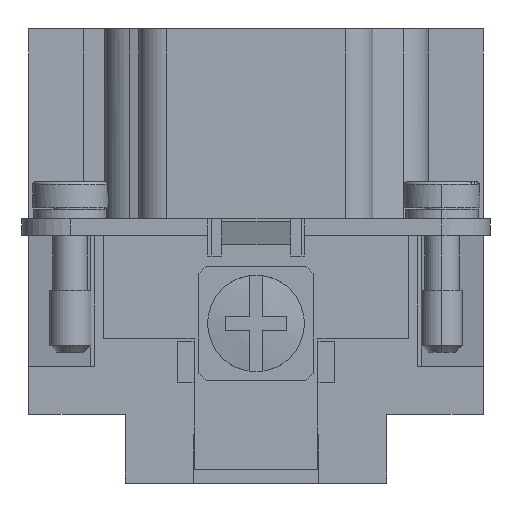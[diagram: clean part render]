
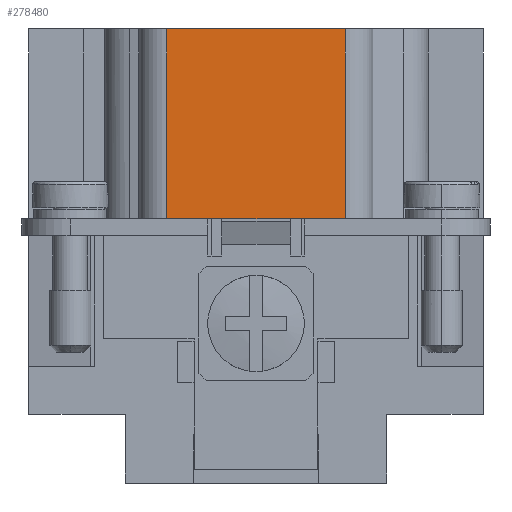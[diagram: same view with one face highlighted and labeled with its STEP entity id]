
A CAD part, left-side view. The second image highlights one B-rep face of the part: STEP entity #278480.
In plain terms, the highlighted planar face has unit normal (-1, 0, 0).
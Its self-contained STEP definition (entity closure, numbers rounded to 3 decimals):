
#253970=CARTESIAN_POINT('',(-31.5,-6.5,33.));
#253980=VERTEX_POINT('',#253970);
#254010=CARTESIAN_POINT('',(-31.5,-6.5,33.));
#254020=DIRECTION('',(0.,1.,0.));
#254030=VECTOR('',#254020,13.);
#254040=LINE('',#254010,#254030);
#254050=CARTESIAN_POINT('',(-31.5,6.5,33.));
#254060=VERTEX_POINT('',#254050);
#254070=EDGE_CURVE('',#253980,#254060,#254040,.T.);
#268880=CARTESIAN_POINT('',(-31.5,-3.5,19.2));
#268890=VERTEX_POINT('',#268880);
#269040=CARTESIAN_POINT('',(-31.5,3.5,19.2));
#269050=VERTEX_POINT('',#269040);
#269080=CARTESIAN_POINT('',(-31.5,3.5,19.2));
#269090=DIRECTION('',(0.,-1.,0.));
#269100=VECTOR('',#269090,7.);
#269110=LINE('',#269080,#269100);
#269120=EDGE_CURVE('',#269050,#268890,#269110,.T.);
#278040=CARTESIAN_POINT('',(-31.5,-6.5,19.2));
#278050=VERTEX_POINT('',#278040);
#278080=CARTESIAN_POINT('',(-31.5,-6.5,19.2));
#278090=DIRECTION('',(0.,0.,1.));
#278100=VECTOR('',#278090,13.8);
#278110=LINE('',#278080,#278100);
#278120=EDGE_CURVE('',#278050,#253980,#278110,.T.);
#278180=CARTESIAN_POINT('',(-31.5,-6.5,19.2));
#278190=DIRECTION('',(-1.,0.,0.));
#278200=DIRECTION('',(0.,0.,1.));
#278210=AXIS2_PLACEMENT_3D('',#278180,#278190,#278200);
#278220=PLANE('',#278210);
#278230=ORIENTED_EDGE('',*,*,#278120,.T.);
#278240=CARTESIAN_POINT('',(-31.5,-6.5,19.2));
#278250=DIRECTION('',(0.,1.,0.));
#278260=VECTOR('',#278250,3.);
#278270=LINE('',#278240,#278260);
#278280=EDGE_CURVE('',#278050,#268890,#278270,.T.);
#278290=ORIENTED_EDGE('',*,*,#278280,.F.);
#278300=ORIENTED_EDGE('',*,*,#269120,.T.);
#278310=CARTESIAN_POINT('',(-31.5,3.5,19.2));
#278320=DIRECTION('',(0.,1.,0.));
#278330=VECTOR('',#278320,3.);
#278340=LINE('',#278310,#278330);
#278350=CARTESIAN_POINT('',(-31.5,6.5,19.2));
#278360=VERTEX_POINT('',#278350);
#278370=EDGE_CURVE('',#269050,#278360,#278340,.T.);
#278380=ORIENTED_EDGE('',*,*,#278370,.F.);
#278390=CARTESIAN_POINT('',(-31.5,6.5,19.2));
#278400=DIRECTION('',(0.,0.,1.));
#278410=VECTOR('',#278400,13.8);
#278420=LINE('',#278390,#278410);
#278430=EDGE_CURVE('',#278360,#254060,#278420,.T.);
#278440=ORIENTED_EDGE('',*,*,#278430,.F.);
#278450=ORIENTED_EDGE('',*,*,#254070,.T.);
#278460=EDGE_LOOP('',(#278450,#278440,#278380,#278300,#278290,#278230));
#278470=FACE_OUTER_BOUND('',#278460,.T.);
#278480=ADVANCED_FACE('',(#278470),#278220,.T.);
